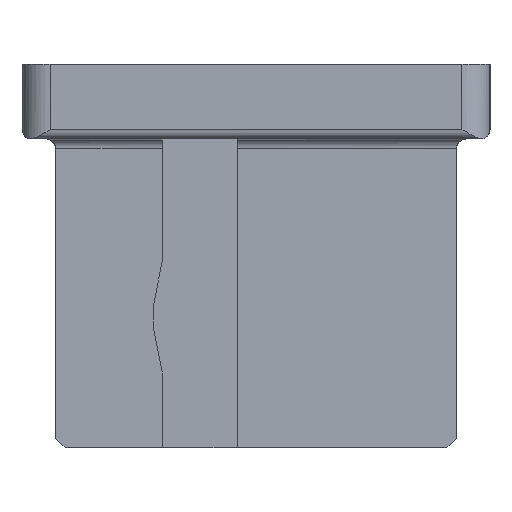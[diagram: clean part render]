
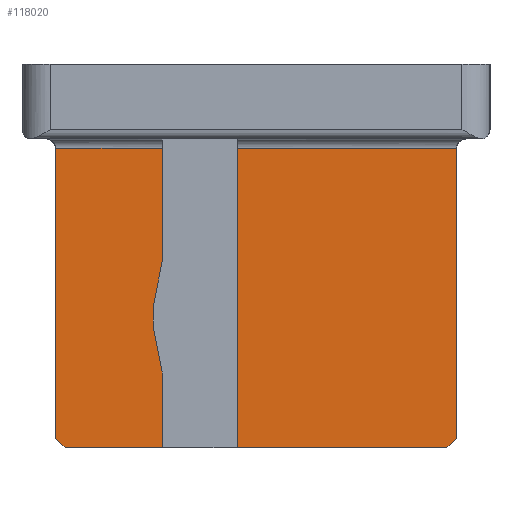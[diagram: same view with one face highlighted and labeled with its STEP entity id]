
A CAD part, left-side view. The second image highlights one B-rep face of the part: STEP entity #118020.
In plain terms, the highlighted planar face has unit normal (-1, 0, 0).
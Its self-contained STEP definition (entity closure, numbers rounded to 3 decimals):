
#10150=CARTESIAN_POINT('',(8.453,6.328,0.));
#10160=DIRECTION('',(0.,0.707,-0.707));
#10170=VECTOR('',#10160,1.);
#10180=LINE('',#10150,#10170);
#10190=CARTESIAN_POINT('',(8.453,-1.512,7.841));
#10200=VERTEX_POINT('',#10190);
#10210=CARTESIAN_POINT('',(8.453,-1.412,7.741));
#10220=VERTEX_POINT('',#10210);
#10230=EDGE_CURVE('',#10200,#10220,#10180,.T.);
#33000=CARTESIAN_POINT('',(8.453,2.768,10.941));
#33010=VERTEX_POINT('',#33000);
#33040=CARTESIAN_POINT('',(8.453,2.768,0.));
#33050=DIRECTION('',(0.,0.,1.));
#33060=VECTOR('',#33050,1.);
#33070=LINE('',#33040,#33060);
#33080=CARTESIAN_POINT('',(8.453,2.768,7.841));
#33090=VERTEX_POINT('',#33080);
#33100=EDGE_CURVE('',#33090,#33010,#33070,.T.);
#38890=CARTESIAN_POINT('',(8.453,0.,7.741));
#38900=DIRECTION('',(0.,-1.,0.));
#38910=VECTOR('',#38900,1.);
#38920=LINE('',#38890,#38910);
#38930=CARTESIAN_POINT('',(8.453,2.668,7.741));
#38940=VERTEX_POINT('',#38930);
#38950=EDGE_CURVE('',#38940,#10220,#38920,.T.);
#46450=CARTESIAN_POINT('',(8.453,-1.512,0.));
#46460=DIRECTION('',(0.,0.,-1.));
#46470=VECTOR('',#46460,1.);
#46480=LINE('',#46450,#46470);
#46490=CARTESIAN_POINT('',(8.453,-1.512,
10.941));
#46500=VERTEX_POINT('',#46490);
#46510=EDGE_CURVE('',#46500,#10200,#46480,.T.);
#46690=CARTESIAN_POINT('',(8.453,-5.073,0.));
#46700=DIRECTION('',(0.,-0.707,-0.707));
#46710=VECTOR('',#46700,1.);
#46720=LINE('',#46690,#46710);
#46730=EDGE_CURVE('',#33090,#38940,#46720,.T.);
#116870=CARTESIAN_POINT('',(8.453,0.828,0.));
#116880=DIRECTION('',(0.,0.,-1.));
#116890=VECTOR('',#116880,1.);
#116900=LINE('',#116870,#116890);
#116910=CARTESIAN_POINT('',(8.453,0.828,
10.941));
#116920=VERTEX_POINT('',#116910);
#116930=CARTESIAN_POINT('',(8.453,0.828,7.841));
#116940=VERTEX_POINT('',#116930);
#116950=EDGE_CURVE('',#116920,#116940,#116900,.T.);
#117290=CARTESIAN_POINT('',(8.453,-1.62,11.022));
#117300=DIRECTION('',(-1.,0.,0.));
#117310=DIRECTION('',(0.,1.,0.));
#117320=AXIS2_PLACEMENT_3D('',#117290,#117300,#117310);
#117330=PLANE('',#117320);
#117340=ORIENTED_EDGE('',*,*,#46730,.T.);
#117350=ORIENTED_EDGE('',*,*,#33100,.F.);
#117360=CARTESIAN_POINT('',(8.453,1.587,10.941));
#117370=DIRECTION('',(0.,1.,0.));
#117380=VECTOR('',#117370,1.);
#117390=LINE('',#117360,#117380);
#117400=CARTESIAN_POINT('',(8.453,1.628,10.941));
#117410=VERTEX_POINT('',#117400);
#117420=EDGE_CURVE('',#117410,#33010,#117390,.T.);
#117430=ORIENTED_EDGE('',*,*,#117420,.T.);
#117440=CARTESIAN_POINT('',(8.453,1.628,0.));
#117450=DIRECTION('',(0.,0.,1.));
#117460=VECTOR('',#117450,1.);
#117470=LINE('',#117440,#117460);
#117480=CARTESIAN_POINT('',(8.453,1.628,
9.741));
#117490=VERTEX_POINT('',#117480);
#117500=EDGE_CURVE('',#117490,#117410,#117470,.T.);
#117510=ORIENTED_EDGE('',*,*,#117500,.T.);
#117520=CARTESIAN_POINT('',(8.453,3.576,0.));
#117530=DIRECTION('',(0.,-0.196,0.981));
#117540=VECTOR('',#117530,1.);
#117550=LINE('',#117520,#117540);
#117560=CARTESIAN_POINT('',(8.453,1.728,
9.241));
#117570=VERTEX_POINT('',#117560);
#117580=EDGE_CURVE('',#117570,#117490,#117550,.T.);
#117590=ORIENTED_EDGE('',*,*,#117580,.T.);
#117600=CARTESIAN_POINT('',(8.453,1.728,0.));
#117610=DIRECTION('',(0.,0.,1.));
#117620=VECTOR('',#117610,1.);
#117630=LINE('',#117600,#117620);
#117640=CARTESIAN_POINT('',(8.453,1.728,
9.041));
#117650=VERTEX_POINT('',#117640);
#117660=EDGE_CURVE('',#117650,#117570,#117630,.T.);
#117670=ORIENTED_EDGE('',*,*,#117660,.T.);
#117680=CARTESIAN_POINT('',(8.453,-0.081,0.));
#117690=DIRECTION('',(0.,0.196,0.981));
#117700=VECTOR('',#117690,1.);
#117710=LINE('',#117680,#117700);
#117720=CARTESIAN_POINT('',(8.453,1.628,
8.541));
#117730=VERTEX_POINT('',#117720);
#117740=EDGE_CURVE('',#117730,#117650,#117710,.T.);
#117750=ORIENTED_EDGE('',*,*,#117740,.T.);
#117760=CARTESIAN_POINT('',(8.453,1.628,0.));
#117770=DIRECTION('',(0.,0.,1.));
#117780=VECTOR('',#117770,1.);
#117790=LINE('',#117760,#117780);
#117800=CARTESIAN_POINT('',(8.453,1.628,7.841));
#117810=VERTEX_POINT('',#117800);
#117820=EDGE_CURVE('',#117810,#117730,#117790,.T.);
#117830=ORIENTED_EDGE('',*,*,#117820,.T.);
#117840=CARTESIAN_POINT('',(8.453,0.,7.841));
#117850=DIRECTION('',(0.,-1.,0.));
#117860=VECTOR('',#117850,1.);
#117870=LINE('',#117840,#117860);
#117880=EDGE_CURVE('',#117810,#116940,#117870,.T.);
#117890=ORIENTED_EDGE('',*,*,#117880,.F.);
#117900=ORIENTED_EDGE('',*,*,#116950,.T.);
#117910=CARTESIAN_POINT('',(8.453,-1.683,
10.941));
#117920=DIRECTION('',(0.,1.,0.));
#117930=VECTOR('',#117920,1.);
#117940=LINE('',#117910,#117930);
#117950=EDGE_CURVE('',#46500,#116920,#117940,.T.);
#117960=ORIENTED_EDGE('',*,*,#117950,.T.);
#117970=ORIENTED_EDGE('',*,*,#46510,.F.);
#117980=ORIENTED_EDGE('',*,*,#10230,.F.);
#117990=ORIENTED_EDGE('',*,*,#38950,.T.);
#118000=EDGE_LOOP('',(#117990,#117980,#117970,#117960,#117900,#117890,
#117830,#117750,#117670,#117590,#117510,#117430,#117350,#117340));
#118010=FACE_OUTER_BOUND('',#118000,.T.);
#118020=ADVANCED_FACE('',(#118010),#117330,.T.);
